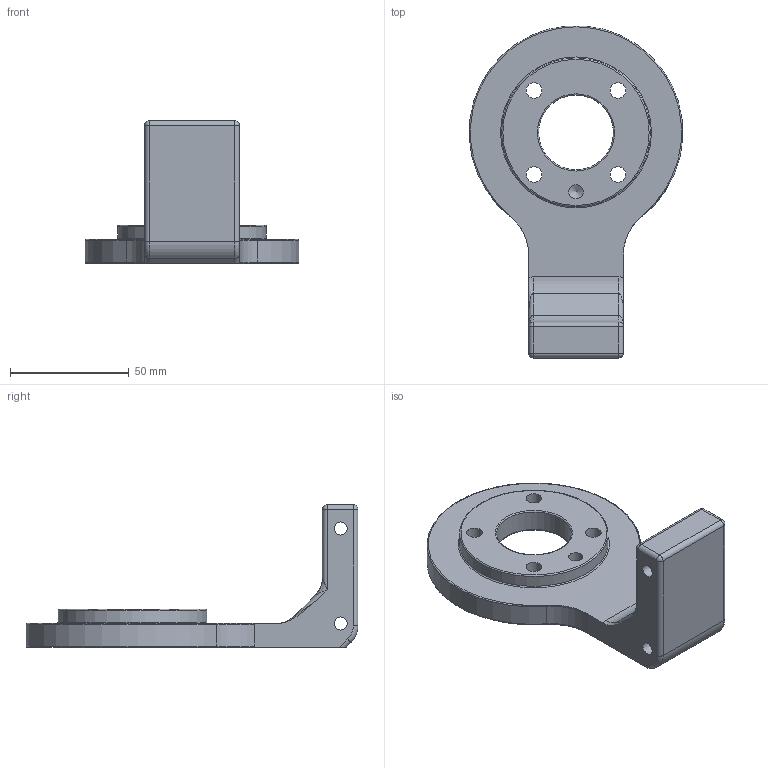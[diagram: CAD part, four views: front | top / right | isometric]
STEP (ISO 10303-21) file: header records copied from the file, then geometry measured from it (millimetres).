
FILE_DESCRIPTION(/* description */ (''),/* implementation_level */ '2;1');
FILE_NAME(/* name */ 'Drzak_kamera.stp',/* time_stamp */ '2025-01-14T09:00:12+01:00',/* author */ ('lisnik'),/* organization */ (''),/* preprocessor_version */ 'ST-DEVELOPER v19',/* originating_system */ 'Autodesk Inventor 2023',/* authorisation */ '');
FILE_SCHEMA (('AUTOMOTIVE_DESIGN { 1 0 10303 214 3 1 1 }'));
Length unit declared in the file: millimetre
Products named in the file (1): Drzak_kamera
Bounding box: 89.87 x 139.84 x 60 mm (x, y, z)
Volume: 106594.5 mm3; surface area: 29131.9 mm2
Topology: 1 solids, 1 shells, 62 faces, 141 edges, 81 vertices
Faces by surface type: cylinder 28, plane 11, torus 10, bspline 8, sphere 4, cone 1
Full cylindrical faces by diameter (mm): 5.5 x2, 6 x1, 6.6 x4, 31.5 x1, 62.6 x1, 63.4 x1
Entity records: 2342 total; most frequent: CARTESIAN_POINT 893, DIRECTION 308, ORIENTED_EDGE 276, EDGE_CURVE 138, AXIS2_PLACEMENT_3D 129, VERTEX_POINT 81, EDGE_LOOP 79, CIRCLE 64
